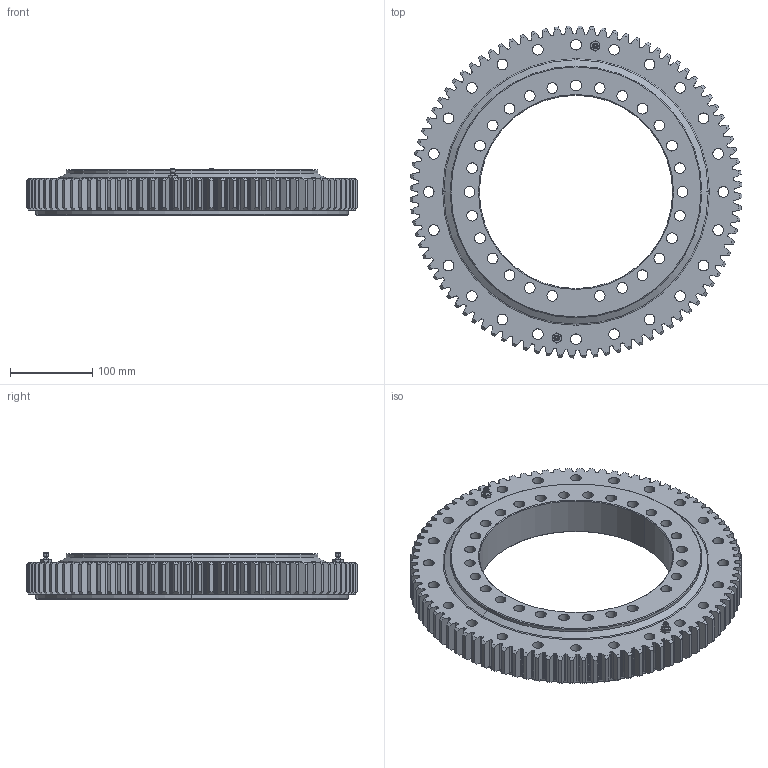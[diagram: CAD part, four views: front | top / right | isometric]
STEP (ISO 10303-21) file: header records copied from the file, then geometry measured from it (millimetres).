
FILE_DESCRIPTION (( 'STEP AP214' ), '1' );
FILE_NAME ('E.403.22.00.D.1.STEP', '2017-06-12T06:41:21', ( '' ), ( '' ), 'SwSTEP 2.0', 'SolidWorks 2015', '' );
FILE_SCHEMA (( 'AUTOMOTIVE_DESIGN' ));
Length unit declared in the file: millimetre
Products named in the file (7): C.403.B22B.A1N.0 - OR Seal; Grease nipple M10x1mm; C.403.B22B.A1N.0 - IR Seal; Ball D22; C.403.B22B.A1N.0 - OR; C.403.B22B.A1N.0 - IR; E.403.22.00.D.1
Assembly tree (43 placements, depth 2):
  E.403.22.00.D.1
    C.403.B22B.A1N.0 - IR
    C.403.B22B.A1N.0 - OR
    Ball D22  x37
    C.403.B22B.A1N.0 - IR Seal
    Grease nipple M10x1mm  x2
    C.403.B22B.A1N.0 - OR Seal
Bounding box: 403.45 x 403.45 x 56 mm (x, y, z)
Volume: 3032122.3 mm3; surface area: 633235 mm2
Topology: 43 solids, 43 shells, 1146 faces, 3320 edges, 2195 vertices
Faces by surface type: bspline 440, cylinder 238, cone 238, plane 125, sphere 74, torus 31
Entity records: 37810 total; most frequent: CARTESIAN_POINT 13265, ORIENTED_EDGE 5982, DIRECTION 3562, EDGE_CURVE 2991, VERTEX_POINT 1970, B_SPLINE_CURVE_WITH_KNOTS 1444, AXIS2_PLACEMENT_3D 1379, EDGE_LOOP 1163
